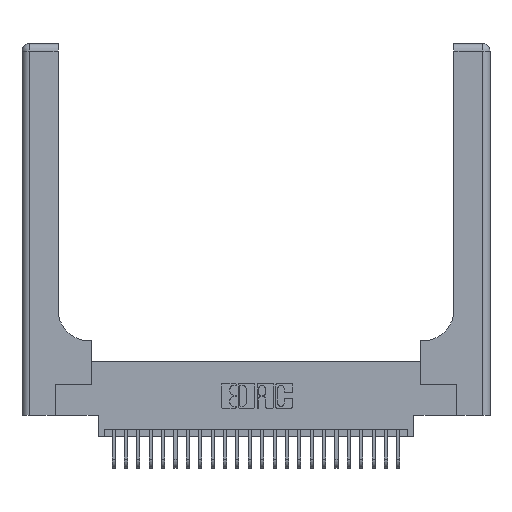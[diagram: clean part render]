
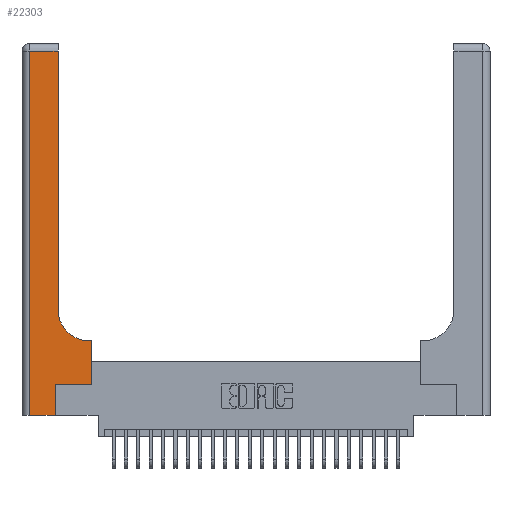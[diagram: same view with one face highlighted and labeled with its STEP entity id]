
A CAD part, top view. The second image highlights one B-rep face of the part: STEP entity #22303.
In plain terms, the highlighted planar face has unit normal (0, 0, 1).
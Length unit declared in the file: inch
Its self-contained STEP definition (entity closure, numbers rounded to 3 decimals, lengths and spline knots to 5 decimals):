
#721 = LINE ( 'NONE', #21959, #23965 ) ;
#1395 = CARTESIAN_POINT ( 'NONE',  ( 0.5585, 0.25, 0.37 ) ) ;
#1529 = VERTEX_POINT ( 'NONE', #8313 ) ;
#1569 = CARTESIAN_POINT ( 'NONE',  ( 0.269, 0.25, 0.37 ) ) ;
#1816 = PLANE ( 'NONE',  #8323 ) ;
#2076 = CARTESIAN_POINT ( 'NONE',  ( 0.5585, 0.25, 0.37 ) ) ;
#2475 = CARTESIAN_POINT ( 'NONE',  ( 0.5415, 0.6, 0.37 ) ) ;
#2652 = LINE ( 'NONE', #20201, #25186 ) ;
#2785 = LINE ( 'NONE', #10635, #13717 ) ;
#2971 = VERTEX_POINT ( 'NONE', #27385 ) ;
#2976 = DIRECTION ( 'NONE',  ( 1., 0., 0. ) ) ;
#3132 = VERTEX_POINT ( 'NONE', #21407 ) ;
#3144 = ORIENTED_EDGE ( 'NONE', *, *, #15519, .T. ) ;
#4044 = CARTESIAN_POINT ( 'NONE',  ( 0., 3., 0.37 ) ) ;
#4590 = LINE ( 'NONE', #16033, #27096 ) ;
#4692 = CARTESIAN_POINT ( 'NONE',  ( 0.269, 0., 0.37 ) ) ;
#5818 = EDGE_CURVE ( 'NONE', #22828, #3132, #26177, .T. ) ;
#6103 = CARTESIAN_POINT ( 'NONE',  ( 0.2915, 3., 0.37 ) ) ;
#6207 = DIRECTION ( 'NONE',  ( -1., 0., 0. ) ) ;
#6253 = DIRECTION ( 'NONE',  ( -1., 0., 0. ) ) ;
#6959 = ORIENTED_EDGE ( 'NONE', *, *, #11890, .T. ) ;
#7292 = ORIENTED_EDGE ( 'NONE', *, *, #5818, .T. ) ;
#8024 = VERTEX_POINT ( 'NONE', #8183 ) ;
#8183 = CARTESIAN_POINT ( 'NONE',  ( 0.269, 0.25, 0.37 ) ) ;
#8306 = DIRECTION ( 'NONE',  ( 0., 1., 0. ) ) ;
#8313 = CARTESIAN_POINT ( 'NONE',  ( 0.06, 2.94, 0.37 ) ) ;
#8323 = AXIS2_PLACEMENT_3D ( 'NONE', #4044, #19308, #6253 ) ;
#10635 = CARTESIAN_POINT ( 'NONE',  ( 0., 2.94, 0.37 ) ) ;
#10972 = CIRCLE ( 'NONE', #14641, 0.25 ) ;
#11104 = DIRECTION ( 'NONE',  ( -1., 0., 0. ) ) ;
#11213 = DIRECTION ( 'NONE',  ( 0., 1., 0. ) ) ;
#11302 = VERTEX_POINT ( 'NONE', #25754 ) ;
#11633 = DIRECTION ( 'NONE',  ( 0., 0., -1. ) ) ;
#11802 = EDGE_CURVE ( 'NONE', #2971, #1529, #2785, .T. ) ;
#11890 = EDGE_CURVE ( 'NONE', #3132, #16977, #721, .T. ) ;
#13129 = EDGE_LOOP ( 'NONE', ( #19738, #19608, #18227, #26325, #24626, #3144, #7292, #6959, #25464 ) ) ;
#13717 = VECTOR ( 'NONE', #6207, 39.37008 ) ;
#14088 = EDGE_CURVE ( 'NONE', #1529, #18758, #2652, .T. ) ;
#14641 = AXIS2_PLACEMENT_3D ( 'NONE', #24669, #11633, #26849 ) ;
#15519 = EDGE_CURVE ( 'NONE', #8024, #22828, #21412, .T. ) ;
#16033 = CARTESIAN_POINT ( 'NONE',  ( 0., 0., 0.37 ) ) ;
#16044 = CARTESIAN_POINT ( 'NONE',  ( 0.2915, 0.85, 0.37 ) ) ;
#16249 = VECTOR ( 'NONE', #16838, 39.37008 ) ;
#16838 = DIRECTION ( 'NONE',  ( 1., 0., 0. ) ) ;
#16977 = VERTEX_POINT ( 'NONE', #2475 ) ;
#16992 = EDGE_CURVE ( 'NONE', #11302, #8024, #17874, .T. ) ;
#16997 = VECTOR ( 'NONE', #8306, 39.37008 ) ;
#17197 = VECTOR ( 'NONE', #11213, 39.37008 ) ;
#17874 = LINE ( 'NONE', #4692, #17197 ) ;
#18227 = ORIENTED_EDGE ( 'NONE', *, *, #14088, .T. ) ;
#18758 = VERTEX_POINT ( 'NONE', #24884 ) ;
#19308 = DIRECTION ( 'NONE',  ( 0., 0., -1. ) ) ;
#19398 = EDGE_CURVE ( 'NONE', #16977, #20132, #10972, .T. ) ;
#19608 = ORIENTED_EDGE ( 'NONE', *, *, #11802, .T. ) ;
#19696 = VECTOR ( 'NONE', #21786, 39.37008 ) ;
#19738 = ORIENTED_EDGE ( 'NONE', *, *, #27717, .T. ) ;
#20132 = VERTEX_POINT ( 'NONE', #16044 ) ;
#20201 = CARTESIAN_POINT ( 'NONE',  ( 0.06, 3., 0.37 ) ) ;
#20295 = DIRECTION ( 'NONE',  ( 0., -1., 0. ) ) ;
#21407 = CARTESIAN_POINT ( 'NONE',  ( 0.5585, 0.6, 0.37 ) ) ;
#21412 = LINE ( 'NONE', #1569, #16249 ) ;
#21786 = DIRECTION ( 'NONE',  ( 0., 1., 0. ) ) ;
#21959 = CARTESIAN_POINT ( 'NONE',  ( 0.2915, 0.6, 0.37 ) ) ;
#22303 = ADVANCED_FACE ( 'NONE', ( #27483 ), #1816, .F. ) ;
#22828 = VERTEX_POINT ( 'NONE', #1395 ) ;
#22842 = LINE ( 'NONE', #6103, #16997 ) ;
#23965 = VECTOR ( 'NONE', #11104, 39.37008 ) ;
#24245 = EDGE_CURVE ( 'NONE', #18758, #11302, #4590, .T. ) ;
#24626 = ORIENTED_EDGE ( 'NONE', *, *, #16992, .T. ) ;
#24669 = CARTESIAN_POINT ( 'NONE',  ( 0.5415, 0.85, 0.37 ) ) ;
#24884 = CARTESIAN_POINT ( 'NONE',  ( 0.06, 0., 0.37 ) ) ;
#25186 = VECTOR ( 'NONE', #20295, 39.37008 ) ;
#25464 = ORIENTED_EDGE ( 'NONE', *, *, #19398, .T. ) ;
#25754 = CARTESIAN_POINT ( 'NONE',  ( 0.269, 0., 0.37 ) ) ;
#26177 = LINE ( 'NONE', #2076, #19696 ) ;
#26325 = ORIENTED_EDGE ( 'NONE', *, *, #24245, .T. ) ;
#26849 = DIRECTION ( 'NONE',  ( 1., 0., 0. ) ) ;
#27096 = VECTOR ( 'NONE', #2976, 39.37008 ) ;
#27385 = CARTESIAN_POINT ( 'NONE',  ( 0.2915, 2.94, 0.37 ) ) ;
#27483 = FACE_OUTER_BOUND ( 'NONE', #13129, .T. ) ;
#27717 = EDGE_CURVE ( 'NONE', #20132, #2971, #22842, .T. ) ;
